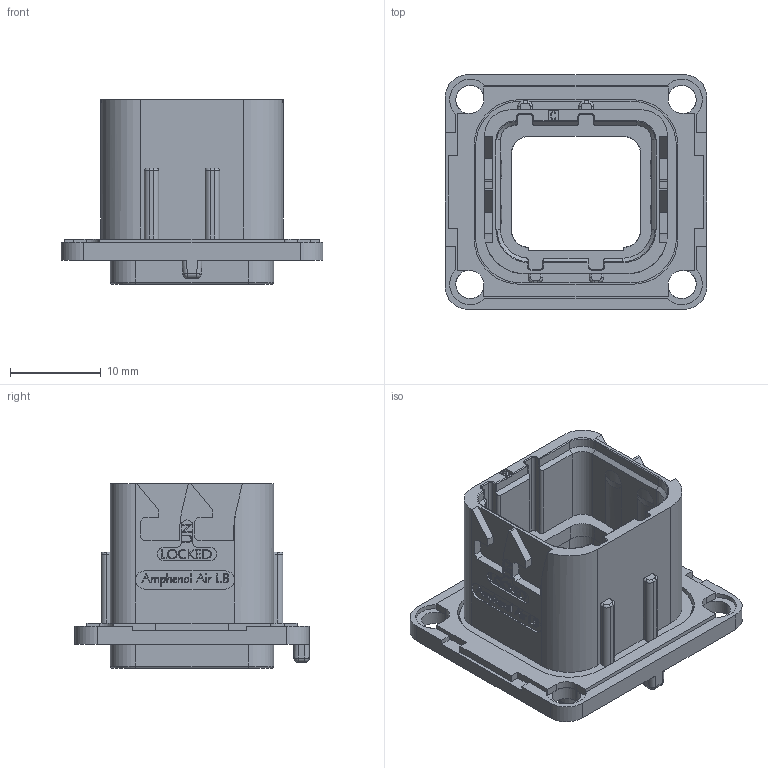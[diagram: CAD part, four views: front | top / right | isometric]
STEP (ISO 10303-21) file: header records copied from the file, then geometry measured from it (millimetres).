
FILE_DESCRIPTION((''),'2;1');
FILE_NAME('SIM2B25C020','2019-10-22T',('presta_be4'),(''),'CREO PARAMETRIC BY PTC INC, 2018360','CREO PARAMETRIC BY PTC INC, 2018360','');
FILE_SCHEMA(('CONFIG_CONTROL_DESIGN'));
Length unit declared in the file: millimetre
Products named in the file (1): SIM2B25C020
Bounding box: 28.8 x 25.8 x 20.33 mm (x, y, z)
Volume: 3278.7 mm3; surface area: 4149.6 mm2
Topology: 1 solids, 1 shells, 1292 faces, 3543 edges, 2313 vertices
Faces by surface type: plane 565, extrusion 514, cylinder 153, torus 28, sphere 20, cone 8, bspline 4
Entity records: 42625 total; most frequent: CARTESIAN_POINT 11675, ORIENTED_EDGE 7070, DIRECTION 4863, EDGE_CURVE 3535, VECTOR 2637, VERTEX_POINT 2313, LINE 2123, B_SPLINE_CURVE_WITH_KNOTS 1587
